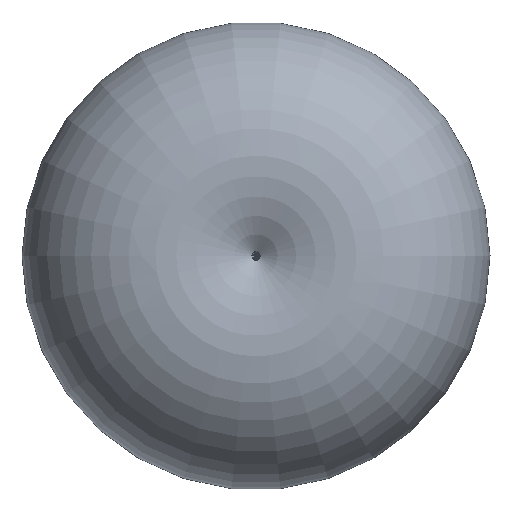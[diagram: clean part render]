
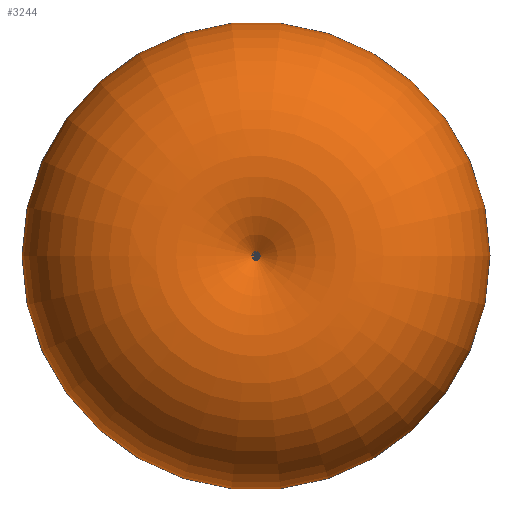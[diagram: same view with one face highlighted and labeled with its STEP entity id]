
A CAD part, left-side view. The second image highlights one B-rep face of the part: STEP entity #3244.
In plain terms, the highlighted toroidal (fillet/blend) face has major radius 75.865 mm and minor radius 121.266 mm.
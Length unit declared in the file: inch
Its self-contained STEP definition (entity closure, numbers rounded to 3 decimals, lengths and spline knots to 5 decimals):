
#791=DEGENERATE_TOROIDAL_SURFACE('',#3527,2.98683,4.77423,
 .F.);
#1160=CIRCLE('',#3364,4.77423);
#1249=CIRCLE('',#3528,4.77423);
#1351=VERTEX_POINT('',#5340);
#1354=VERTEX_POINT('',#5357);
#1393=VERTEX_POINT('',#6241);
#1485=VERTEX_POINT('',#7258);
#1613=B_SPLINE_CURVE_WITH_KNOTS('',3,(#7173,#7174,#7175,#7176,#7177,#7178,
#7179,#7180,#7181,#7182,#7183,#7184),.UNSPECIFIED.,.F.,.U.,(4,2,2,2,2,4),
(0.,4.11291,7.31077,9.94054,11.96635,
13.23248),.UNSPECIFIED.);
#1615=B_SPLINE_CURVE_WITH_KNOTS('',3,(#7259,#7260,#7261,#7262,#7263,#7264,
#7265,#7266,#7267,#7268,#7269,#7270,#7271,#7272,#7273,#7274),
 .UNSPECIFIED.,.F.,.U.,(4,3,3,3,3,4),(-13.23248,-11.96635,
-9.94054,-7.31077,-4.11291,0.),.UNSPECIFIED.);
#1689=EDGE_CURVE('',#1354,#1351,#1160,.T.);
#1899=EDGE_CURVE('',#1393,#1354,#1613,.F.);
#1902=EDGE_CURVE('',#1485,#1393,#1249,.T.);
#1903=EDGE_CURVE('',#1351,#1485,#1615,.T.);
#2468=ORIENTED_EDGE('',*,*,#1899,.F.);
#2469=ORIENTED_EDGE('',*,*,#1902,.F.);
#2470=ORIENTED_EDGE('',*,*,#1903,.F.);
#2471=ORIENTED_EDGE('',*,*,#1689,.F.);
#2809=EDGE_LOOP('',(#2468,#2469,#2470,#2471));
#3027=FACE_BOUND('',#2809,.T.);
#3244=ADVANCED_FACE('',(#3027),#791,.T.);
#3364=AXIS2_PLACEMENT_3D('',#5358,#3744,#3745);
#3527=AXIS2_PLACEMENT_3D('',#7256,#4113,$);
#3528=AXIS2_PLACEMENT_3D('',#7257,#4114,#4115);
#3744=DIRECTION('',(0.,0.,-1.));
#3745=DIRECTION('',(4.774,0.,0.));
#4113=DIRECTION('',(-1.,0.,0.));
#4114=DIRECTION('',(0.,0.,-1.));
#4115=DIRECTION('',(-4.774,0.,0.));
#5340=CARTESIAN_POINT('',(-0.67123,-1.73998,1.87402));
#5357=CARTESIAN_POINT('',(0.67123,-1.73998,1.87402));
#5358=CARTESIAN_POINT('',(0.,2.98683,1.87402));
#6241=CARTESIAN_POINT('',(0.67123,1.73998,1.87402));
#7173=CARTESIAN_POINT('',(0.67123,-1.73998,1.87402));
#7174=CARTESIAN_POINT('',(0.59482,-1.75083,2.4407));
#7175=CARTESIAN_POINT('',(0.51809,-1.4612,3.00936));
#7176=CARTESIAN_POINT('',(0.44011,-0.62192,3.58715));
#7177=CARTESIAN_POINT('',(0.426,-0.15444,3.69171));
#7178=CARTESIAN_POINT('',(0.44415,0.65093,3.55726));
#7179=CARTESIAN_POINT('',(0.46849,0.99362,3.3769));
#7180=CARTESIAN_POINT('',(0.53075,1.44362,2.91554));
#7181=CARTESIAN_POINT('',(0.56461,1.59084,2.66457));
#7182=CARTESIAN_POINT('',(0.62376,1.7197,2.22601));
#7183=CARTESIAN_POINT('',(0.64771,1.74332,2.04847));
#7184=CARTESIAN_POINT('',(0.67123,1.73998,1.87402));
#7256=CARTESIAN_POINT('',(0.,0.,1.87402));
#7257=CARTESIAN_POINT('',(0.,-2.98683,1.87402));
#7258=CARTESIAN_POINT('',(-0.67123,1.73998,1.87402));
#7259=CARTESIAN_POINT('',(-0.67123,-1.73998,1.87402));
#7260=CARTESIAN_POINT('',(-0.64771,-1.74332,2.04847));
#7261=CARTESIAN_POINT('',(-0.62376,-1.7197,2.22601));
#7262=CARTESIAN_POINT('',(-0.60101,-1.67014,2.39469));
#7263=CARTESIAN_POINT('',(-0.56461,-1.59084,2.66457));
#7264=CARTESIAN_POINT('',(-0.53075,-1.44362,2.91554));
#7265=CARTESIAN_POINT('',(-0.50366,-1.24781,3.11629));
#7266=CARTESIAN_POINT('',(-0.46849,-0.99362,3.3769));
#7267=CARTESIAN_POINT('',(-0.44415,-0.65093,3.55726));
#7268=CARTESIAN_POINT('',(-0.43596,-0.2875,3.61793));
#7269=CARTESIAN_POINT('',(-0.426,0.15444,3.69171));
#7270=CARTESIAN_POINT('',(-0.44011,0.62192,3.58715));
#7271=CARTESIAN_POINT('',(-0.47422,0.98903,3.33442));
#7272=CARTESIAN_POINT('',(-0.51809,1.4612,3.00936));
#7273=CARTESIAN_POINT('',(-0.59482,1.75083,2.4407));
#7274=CARTESIAN_POINT('',(-0.67123,1.73998,1.87402));
